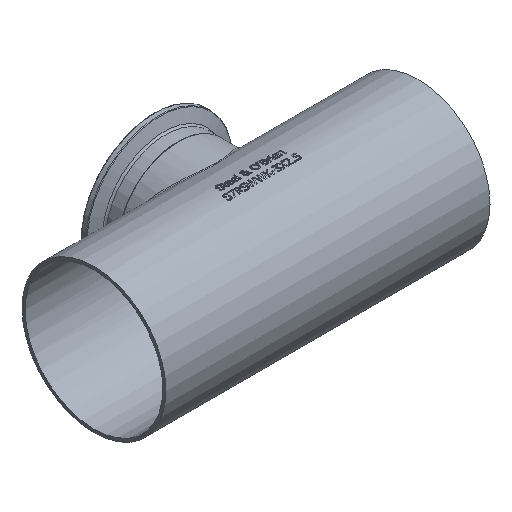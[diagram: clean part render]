
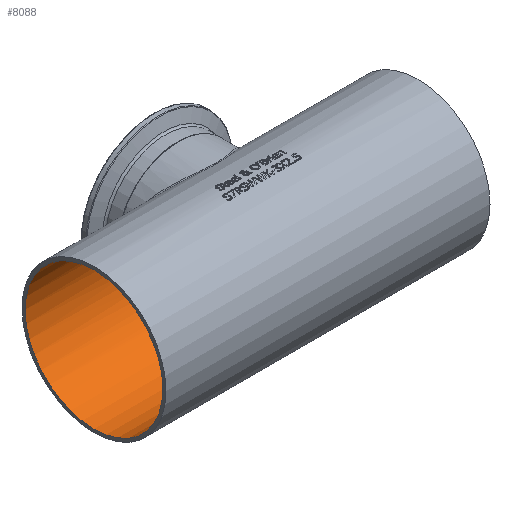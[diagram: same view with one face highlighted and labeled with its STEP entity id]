
A CAD part, isometric view. The second image highlights one B-rep face of the part: STEP entity #8088.
In plain terms, the highlighted cylindrical face has radius 36.449 mm (diameter 72.898 mm), a full revolution.
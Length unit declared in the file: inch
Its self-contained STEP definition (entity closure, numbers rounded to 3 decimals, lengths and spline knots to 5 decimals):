
#167=FACE_BOUND('',#1511,.T.);
#168=FACE_BOUND('',#1512,.T.);
#169=FACE_BOUND('',#1513,.T.);
#1511=EDGE_LOOP('',(#7530));
#1512=EDGE_LOOP('',(#7531));
#1513=EDGE_LOOP('',(#7532));
#2773=CIRCLE('',#8563,1.435);
#2774=CIRCLE('',#8564,1.435);
#3179=B_SPLINE_CURVE_WITH_KNOTS('',3,(#17778,#17779,#17780,#17781,#17782,
#17783,#17784,#17785,#17786,#17787,#17788,#17789,#17790,#17791,#17792,#17793,
#17794,#17795,#17796,#17797,#17798,#17799,#17800,#17801,#17802,#17803,#17804,
#17805,#17806,#17807,#17808,#17809,#17810,#17811,#17812,#17813,#17814,#17815,
#17816,#17817,#17818,#17819,#17820,#17821,#17822,#17823,#17824,#17825,#17826,
#17827,#17828,#17829,#17830,#17831,#17832,#17833,#17834,#17835,#17836,#17837,
#17838,#17839,#17840,#17841,#17842,#17843),.UNSPECIFIED.,.T.,.F.,(4,2,2,
2,2,2,2,2,2,2,2,2,2,2,2,2,2,2,2,2,2,2,2,2,2,2,2,2,2,2,2,2,4),(0.,0.62445,
1.24889,1.87334,2.49779,3.09836,3.69894,
4.29952,4.9001,5.50068,6.10126,6.70183,
7.30241,7.92686,8.55131,9.17575,9.8002,
10.42464,11.04909,11.67354,12.29798,12.89856,
13.49914,14.09972,14.7003,15.30088,15.90145,
16.50203,17.10261,17.72706,18.3515,18.97595,
19.6004),.UNSPECIFIED.);
#3976=VERTEX_POINT('',#17777);
#3977=VERTEX_POINT('',#17845);
#3978=VERTEX_POINT('',#17847);
#5162=EDGE_CURVE('',#3976,#3976,#3179,.T.);
#5163=EDGE_CURVE('',#3977,#3977,#2773,.T.);
#5164=EDGE_CURVE('',#3978,#3978,#2774,.T.);
#7530=ORIENTED_EDGE('',*,*,#5162,.T.);
#7531=ORIENTED_EDGE('',*,*,#5163,.F.);
#7532=ORIENTED_EDGE('',*,*,#5164,.F.);
#7579=CYLINDRICAL_SURFACE('',#8562,1.435);
#8088=ADVANCED_FACE('',(#167,#168,#169),#7579,.F.);
#8562=AXIS2_PLACEMENT_3D('',#17844,#10059,#10060);
#8563=AXIS2_PLACEMENT_3D('',#17846,#10061,#10062);
#8564=AXIS2_PLACEMENT_3D('',#17848,#10063,#10064);
#10059=DIRECTION('center_axis',(-1.,0.,0.));
#10060=DIRECTION('ref_axis',(0.,0.,1.));
#10061=DIRECTION('center_axis',(1.,0.,0.));
#10062=DIRECTION('ref_axis',(0.,0.,1.));
#10063=DIRECTION('center_axis',(-1.,0.,0.));
#10064=DIRECTION('ref_axis',(0.,0.,1.));
#17777=CARTESIAN_POINT('',(0.,0.80932,1.185));
#17778=CARTESIAN_POINT('Ctrl Pts',(0.,0.80932,
1.185));
#17779=CARTESIAN_POINT('Ctrl Pts',(0.08195,0.80932,
1.185));
#17780=CARTESIAN_POINT('Ctrl Pts',(0.16249,0.8221,
1.17649));
#17781=CARTESIAN_POINT('Ctrl Pts',(0.31795,0.86634,1.14431));
#17782=CARTESIAN_POINT('Ctrl Pts',(0.39294,0.89754,
1.12063));
#17783=CARTESIAN_POINT('Ctrl Pts',(0.53546,0.96845,
1.05996));
#17784=CARTESIAN_POINT('Ctrl Pts',(0.60304,1.00812,1.0229));
#17785=CARTESIAN_POINT('Ctrl Pts',(0.72846,1.0878,0.93772));
#17786=CARTESIAN_POINT('Ctrl Pts',(0.78627,1.1278,0.88957));
#17787=CARTESIAN_POINT('Ctrl Pts',(0.8876,1.20068,0.78825));
#17788=CARTESIAN_POINT('Ctrl Pts',(0.93523,1.23649,0.73165));
#17789=CARTESIAN_POINT('Ctrl Pts',(1.02078,1.3024,0.6066));
#17790=CARTESIAN_POINT('Ctrl Pts',(1.05871,1.33248,0.53814));
#17791=CARTESIAN_POINT('Ctrl Pts',(1.12072,1.38227,0.39299));
#17792=CARTESIAN_POINT('Ctrl Pts',(1.14486,1.40201,0.31613));
#17793=CARTESIAN_POINT('Ctrl Pts',(1.17701,1.42838,0.15904));
#17794=CARTESIAN_POINT('Ctrl Pts',(1.185,1.435,0.07882));
#17795=CARTESIAN_POINT('Ctrl Pts',(1.185,1.435,-0.07882));
#17796=CARTESIAN_POINT('Ctrl Pts',(1.17701,1.42838,-0.15904));
#17797=CARTESIAN_POINT('Ctrl Pts',(1.14486,1.40201,-0.31613));
#17798=CARTESIAN_POINT('Ctrl Pts',(1.12072,1.38227,-0.39299));
#17799=CARTESIAN_POINT('Ctrl Pts',(1.05871,1.33248,-0.53814));
#17800=CARTESIAN_POINT('Ctrl Pts',(1.02078,1.3024,-0.6066));
#17801=CARTESIAN_POINT('Ctrl Pts',(0.93523,1.23649,-0.73165));
#17802=CARTESIAN_POINT('Ctrl Pts',(0.8876,1.20068,-0.78825));
#17803=CARTESIAN_POINT('Ctrl Pts',(0.78627,1.1278,-0.88957));
#17804=CARTESIAN_POINT('Ctrl Pts',(0.72846,1.0878,-0.93772));
#17805=CARTESIAN_POINT('Ctrl Pts',(0.60304,1.00812,-1.0229));
#17806=CARTESIAN_POINT('Ctrl Pts',(0.53546,0.96845,
-1.05996));
#17807=CARTESIAN_POINT('Ctrl Pts',(0.39294,0.89754,
-1.12063));
#17808=CARTESIAN_POINT('Ctrl Pts',(0.31795,0.86634,-1.14431));
#17809=CARTESIAN_POINT('Ctrl Pts',(0.16249,0.8221,
-1.17649));
#17810=CARTESIAN_POINT('Ctrl Pts',(0.08195,0.80932,
-1.185));
#17811=CARTESIAN_POINT('Ctrl Pts',(-0.08195,0.80932,
-1.185));
#17812=CARTESIAN_POINT('Ctrl Pts',(-0.16249,0.8221,
-1.17649));
#17813=CARTESIAN_POINT('Ctrl Pts',(-0.31795,0.86634,
-1.14431));
#17814=CARTESIAN_POINT('Ctrl Pts',(-0.39294,0.89754,
-1.12063));
#17815=CARTESIAN_POINT('Ctrl Pts',(-0.53546,0.96845,
-1.05996));
#17816=CARTESIAN_POINT('Ctrl Pts',(-0.60304,1.00812,
-1.0229));
#17817=CARTESIAN_POINT('Ctrl Pts',(-0.72846,1.0878,
-0.93772));
#17818=CARTESIAN_POINT('Ctrl Pts',(-0.78627,1.1278,
-0.88957));
#17819=CARTESIAN_POINT('Ctrl Pts',(-0.8876,1.20068,-0.78825));
#17820=CARTESIAN_POINT('Ctrl Pts',(-0.93523,1.23649,
-0.73165));
#17821=CARTESIAN_POINT('Ctrl Pts',(-1.02078,1.3024,-0.6066));
#17822=CARTESIAN_POINT('Ctrl Pts',(-1.05871,1.33248,-0.53814));
#17823=CARTESIAN_POINT('Ctrl Pts',(-1.12072,1.38227,-0.39299));
#17824=CARTESIAN_POINT('Ctrl Pts',(-1.14486,1.40201,-0.31613));
#17825=CARTESIAN_POINT('Ctrl Pts',(-1.17701,1.42838,-0.15904));
#17826=CARTESIAN_POINT('Ctrl Pts',(-1.185,1.435,-0.07882));
#17827=CARTESIAN_POINT('Ctrl Pts',(-1.185,1.435,0.07882));
#17828=CARTESIAN_POINT('Ctrl Pts',(-1.17701,1.42838,0.15904));
#17829=CARTESIAN_POINT('Ctrl Pts',(-1.14486,1.40201,0.31613));
#17830=CARTESIAN_POINT('Ctrl Pts',(-1.12072,1.38227,0.39299));
#17831=CARTESIAN_POINT('Ctrl Pts',(-1.05871,1.33248,0.53814));
#17832=CARTESIAN_POINT('Ctrl Pts',(-1.02078,1.3024,0.6066));
#17833=CARTESIAN_POINT('Ctrl Pts',(-0.93523,1.23649,
0.73165));
#17834=CARTESIAN_POINT('Ctrl Pts',(-0.8876,1.20068,0.78825));
#17835=CARTESIAN_POINT('Ctrl Pts',(-0.78627,1.1278,
0.88957));
#17836=CARTESIAN_POINT('Ctrl Pts',(-0.72846,1.0878,
0.93772));
#17837=CARTESIAN_POINT('Ctrl Pts',(-0.60304,1.00812,
1.0229));
#17838=CARTESIAN_POINT('Ctrl Pts',(-0.53546,0.96845,
1.05996));
#17839=CARTESIAN_POINT('Ctrl Pts',(-0.39294,0.89754,
1.12063));
#17840=CARTESIAN_POINT('Ctrl Pts',(-0.31795,0.86634,
1.14431));
#17841=CARTESIAN_POINT('Ctrl Pts',(-0.16249,0.8221,
1.17649));
#17842=CARTESIAN_POINT('Ctrl Pts',(-0.08195,0.80932,
1.185));
#17843=CARTESIAN_POINT('Ctrl Pts',(0.,0.80932,
1.185));
#17844=CARTESIAN_POINT('Origin',(3.375,0.,0.));
#17845=CARTESIAN_POINT('',(-3.375,0.,-1.435));
#17846=CARTESIAN_POINT('Origin',(-3.375,0.,0.));
#17847=CARTESIAN_POINT('',(3.375,0.,-1.435));
#17848=CARTESIAN_POINT('Origin',(3.375,0.,0.));
